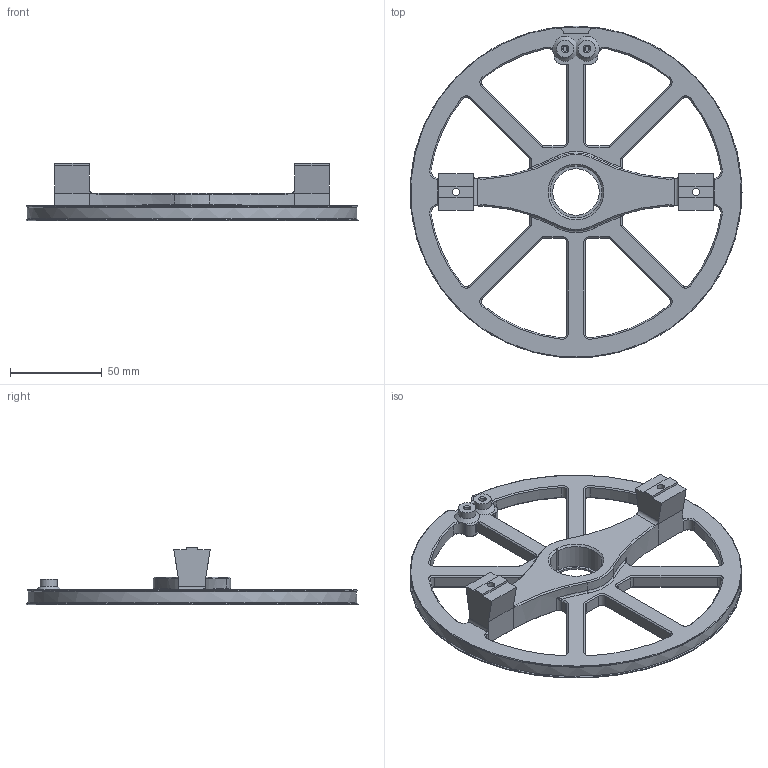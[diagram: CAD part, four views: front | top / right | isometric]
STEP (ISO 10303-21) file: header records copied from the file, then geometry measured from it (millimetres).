
FILE_DESCRIPTION(/* description */ (''),/* implementation_level */ '2;1');
FILE_NAME(/* name */ 'u3_drivedisc_DEC_unimount_v3 v3.step',/* time_stamp */ '2021-12-07T19:15:47+01:00',/* author */ (''),/* organization */ (''),/* preprocessor_version */ 'ST-DEVELOPER v18.1',/* originating_system */ 'Autodesk Translation Framework v10.10.0.1391',/* authorisation */ '');
FILE_SCHEMA (('AUTOMOTIVE_DESIGN { 1 0 10303 214 3 1 1 }'));
Length unit declared in the file: millimetre
Products named in the file (1): u3_drivedisc_DEC_unimount_v3
Bounding box: 181.15 x 181.15 x 31.25 mm (x, y, z)
Volume: 124914.4 mm3; surface area: 47557.7 mm2
Topology: 1 solids, 1 shells, 312 faces, 798 edges, 475 vertices
Faces by surface type: plane 120, cone 101, cylinder 71, bspline 12, torus 8
Full cylindrical faces by diameter (mm): 2.9 x2, 4 x2, 8 x2, 9.5 x2, 25.38 x1
Entity records: 11769 total; most frequent: CARTESIAN_POINT 4138, DIRECTION 1624, ORIENTED_EDGE 1584, EDGE_CURVE 792, AXIS2_PLACEMENT_3D 583, VERTEX_POINT 475, LINE 458, VECTOR 458
